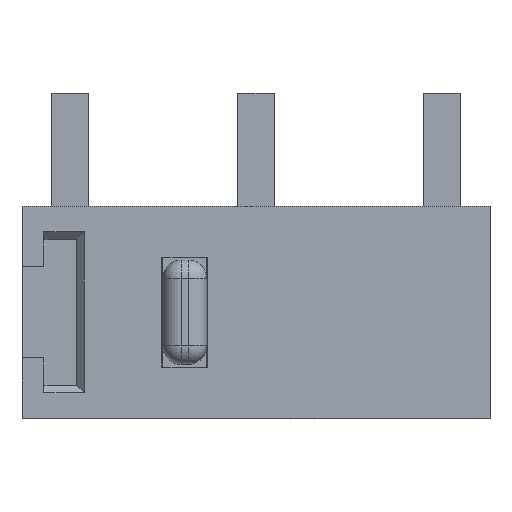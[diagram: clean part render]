
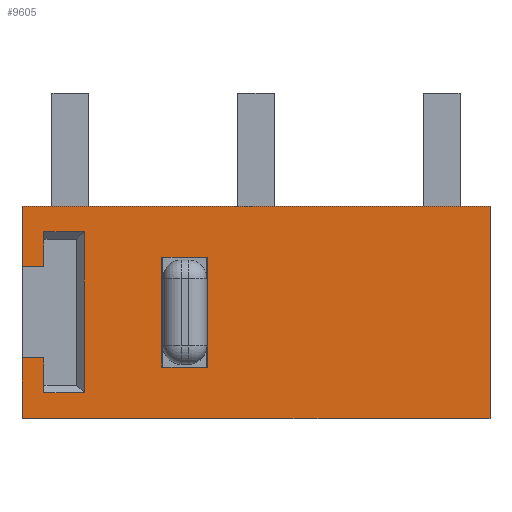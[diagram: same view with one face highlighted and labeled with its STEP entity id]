
A CAD part, top view. The second image highlights one B-rep face of the part: STEP entity #9605.
In plain terms, the highlighted planar face has unit normal (0, 0, 1).
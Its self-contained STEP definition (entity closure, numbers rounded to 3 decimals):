
#1628=ORIENTED_EDGE('',*,*,#4198,.T.);
#1629=ORIENTED_EDGE('',*,*,#4199,.T.);
#1630=ORIENTED_EDGE('',*,*,#4200,.T.);
#1631=ORIENTED_EDGE('',*,*,#4201,.T.);
#1632=ORIENTED_EDGE('',*,*,#4025,.T.);
#1633=ORIENTED_EDGE('',*,*,#4202,.T.);
#1634=ORIENTED_EDGE('',*,*,#3900,.T.);
#1635=ORIENTED_EDGE('',*,*,#4203,.T.);
#1636=ORIENTED_EDGE('',*,*,#4204,.T.);
#1637=ORIENTED_EDGE('',*,*,#4205,.T.);
#1638=ORIENTED_EDGE('',*,*,#4206,.T.);
#1639=ORIENTED_EDGE('',*,*,#4207,.T.);
#1640=ORIENTED_EDGE('',*,*,#4208,.T.);
#1641=ORIENTED_EDGE('',*,*,#4209,.T.);
#1642=ORIENTED_EDGE('',*,*,#4210,.T.);
#1643=ORIENTED_EDGE('',*,*,#4211,.T.);
#3900=EDGE_CURVE('',#5234,#5233,#6225,.T.);
#4025=EDGE_CURVE('',#5359,#5358,#6259,.T.);
#4198=EDGE_CURVE('',#5531,#5532,#6326,.T.);
#4199=EDGE_CURVE('',#5532,#5533,#6327,.T.);
#4200=EDGE_CURVE('',#5533,#5534,#6328,.T.);
#4201=EDGE_CURVE('',#5534,#5359,#6329,.T.);
#4202=EDGE_CURVE('',#5358,#5234,#6330,.T.);
#4203=EDGE_CURVE('',#5233,#5535,#6331,.T.);
#4204=EDGE_CURVE('',#5535,#5536,#6332,.T.);
#4205=EDGE_CURVE('',#5536,#5537,#6333,.T.);
#4206=EDGE_CURVE('',#5537,#5538,#6334,.T.);
#4207=EDGE_CURVE('',#5538,#5531,#6335,.T.);
#4208=EDGE_CURVE('',#5539,#5540,#6336,.T.);
#4209=EDGE_CURVE('',#5540,#5541,#6337,.T.);
#4210=EDGE_CURVE('',#5541,#5542,#6338,.T.);
#4211=EDGE_CURVE('',#5542,#5539,#6339,.T.);
#5233=VERTEX_POINT('',#16434);
#5234=VERTEX_POINT('',#16436);
#5358=VERTEX_POINT('',#17289);
#5359=VERTEX_POINT('',#17291);
#5531=VERTEX_POINT('',#18164);
#5532=VERTEX_POINT('',#18165);
#5533=VERTEX_POINT('',#18167);
#5534=VERTEX_POINT('',#18169);
#5535=VERTEX_POINT('',#18173);
#5536=VERTEX_POINT('',#18175);
#5537=VERTEX_POINT('',#18177);
#5538=VERTEX_POINT('',#18179);
#5539=VERTEX_POINT('',#18182);
#5540=VERTEX_POINT('',#18183);
#5541=VERTEX_POINT('',#18185);
#5542=VERTEX_POINT('',#18187);
#6225=LINE('',#16435,#7142);
#6259=LINE('',#17290,#7176);
#6326=LINE('',#18163,#7243);
#6327=LINE('',#18166,#7244);
#6328=LINE('',#18168,#7245);
#6329=LINE('',#18170,#7246);
#6330=LINE('',#18171,#7247);
#6331=LINE('',#18172,#7248);
#6332=LINE('',#18174,#7249);
#6333=LINE('',#18176,#7250);
#6334=LINE('',#18178,#7251);
#6335=LINE('',#18180,#7252);
#6336=LINE('',#18181,#7253);
#6337=LINE('',#18184,#7254);
#6338=LINE('',#18186,#7255);
#6339=LINE('',#18188,#7256);
#7142=VECTOR('',#14230,1000.);
#7176=VECTOR('',#14268,1000.);
#7243=VECTOR('',#14369,1000.);
#7244=VECTOR('',#14370,1000.);
#7245=VECTOR('',#14371,1000.);
#7246=VECTOR('',#14372,1000.);
#7247=VECTOR('',#14373,1000.);
#7248=VECTOR('',#14374,1000.);
#7249=VECTOR('',#14375,1000.);
#7250=VECTOR('',#14376,1000.);
#7251=VECTOR('',#14377,1000.);
#7252=VECTOR('',#14378,1000.);
#7253=VECTOR('',#14379,1000.);
#7254=VECTOR('',#14380,1000.);
#7255=VECTOR('',#14381,1000.);
#7256=VECTOR('',#14382,1000.);
#7968=EDGE_LOOP('',(#1628,#1629,#1630,#1631,#1632,#1633,#1634,#1635,#1636,
#1637,#1638,#1639));
#7969=EDGE_LOOP('',(#1640,#1641,#1642,#1643));
#8589=FACE_BOUND('',#7968,.T.);
#8590=FACE_BOUND('',#7969,.T.);
#9127=PLANE('',#13205);
#9605=ADVANCED_FACE('',(#8589,#8590),#9127,.T.);
#13205=AXIS2_PLACEMENT_3D('',#18162,#14367,#14368);
#14230=DIRECTION('',(-1.,0.,0.));
#14268=DIRECTION('',(1.,0.,0.));
#14367=DIRECTION('',(0.,0.,1.));
#14368=DIRECTION('',(1.,0.,0.));
#14369=DIRECTION('',(-1.,0.,0.));
#14370=DIRECTION('',(0.,1.,0.));
#14371=DIRECTION('',(-1.,0.,0.));
#14372=DIRECTION('',(0.,-1.,0.));
#14373=DIRECTION('',(0.,1.,0.));
#14374=DIRECTION('',(0.,-1.,0.));
#14375=DIRECTION('',(1.,0.,0.));
#14376=DIRECTION('',(0.,1.,0.));
#14377=DIRECTION('',(1.,0.,0.));
#14378=DIRECTION('',(0.,-1.,0.));
#14379=DIRECTION('',(0.,1.,0.));
#14380=DIRECTION('',(1.,0.,0.));
#14381=DIRECTION('',(0.,-1.,0.));
#14382=DIRECTION('',(-1.,0.,0.));
#16434=CARTESIAN_POINT('',(-6.4,2.9,3.6));
#16435=CARTESIAN_POINT('',(6.4,2.9,3.6));
#16436=CARTESIAN_POINT('',(6.4,2.9,3.6));
#17289=CARTESIAN_POINT('',(6.4,-2.9,3.6));
#17290=CARTESIAN_POINT('',(-6.4,-2.9,3.6));
#17291=CARTESIAN_POINT('',(-6.4,-2.9,3.6));
#18162=CARTESIAN_POINT('',(0.,0.,3.6));
#18163=CARTESIAN_POINT('',(0.,-2.2,3.6));
#18164=CARTESIAN_POINT('',(-4.7,-2.2,3.6));
#18165=CARTESIAN_POINT('',(-5.8,-2.2,3.6));
#18166=CARTESIAN_POINT('',(-5.8,-2.,3.6));
#18167=CARTESIAN_POINT('',(-5.8,-1.25,3.6));
#18168=CARTESIAN_POINT('',(-5.8,-1.25,3.6));
#18169=CARTESIAN_POINT('',(-6.4,-1.25,3.6));
#18170=CARTESIAN_POINT('',(-6.4,2.9,3.6));
#18171=CARTESIAN_POINT('',(6.4,-2.9,3.6));
#18172=CARTESIAN_POINT('',(-6.4,2.9,3.6));
#18173=CARTESIAN_POINT('',(-6.4,1.25,3.6));
#18174=CARTESIAN_POINT('',(-6.4,1.25,3.6));
#18175=CARTESIAN_POINT('',(-5.8,1.25,3.6));
#18176=CARTESIAN_POINT('',(-5.8,1.25,3.6));
#18177=CARTESIAN_POINT('',(-5.8,2.2,3.6));
#18178=CARTESIAN_POINT('',(0.,2.2,3.6));
#18179=CARTESIAN_POINT('',(-4.7,2.2,3.6));
#18180=CARTESIAN_POINT('',(-4.7,0.,3.6));
#18181=CARTESIAN_POINT('',(-2.575,-1.5,3.6));
#18182=CARTESIAN_POINT('',(-2.575,-1.5,3.6));
#18183=CARTESIAN_POINT('',(-2.575,1.5,3.6));
#18184=CARTESIAN_POINT('',(-2.575,1.5,3.6));
#18185=CARTESIAN_POINT('',(-1.325,1.5,3.6));
#18186=CARTESIAN_POINT('',(-1.325,1.5,3.6));
#18187=CARTESIAN_POINT('',(-1.325,-1.5,3.6));
#18188=CARTESIAN_POINT('',(-1.325,-1.5,3.6));
